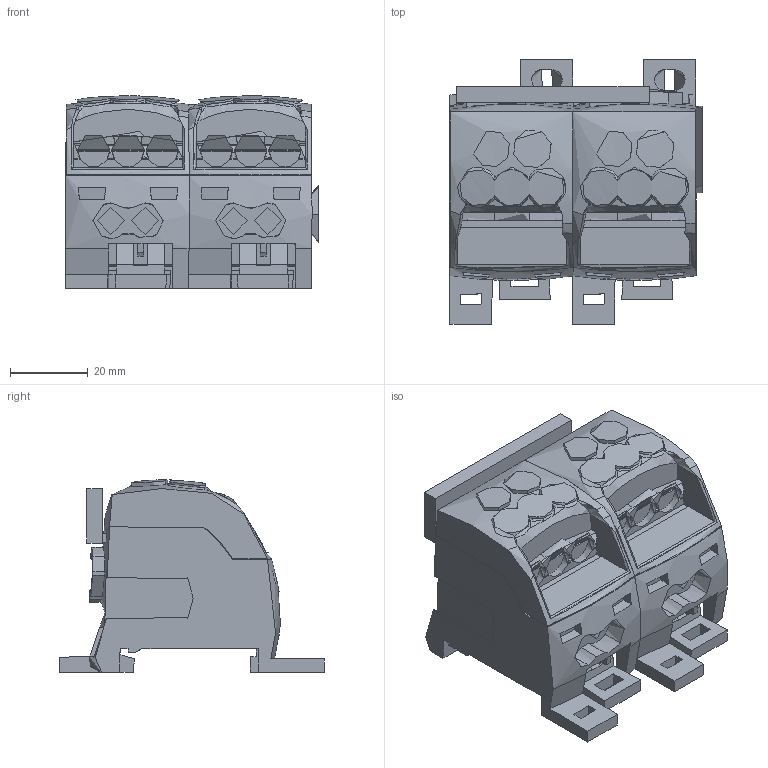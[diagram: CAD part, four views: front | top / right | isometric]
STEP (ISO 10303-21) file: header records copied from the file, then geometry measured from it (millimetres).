
FILE_DESCRIPTION(('CATIA V5 STEP Exchange','CAx-IF Rec.Pracs.--- Model Styling and Organization---1.5--- 2016-08-15','CAx-IF Rec.Pracs.---Supplemental Geometry---1.0---2011-11-01','CAx-IF Rec.Pracs.--- Composite Materials ---1.1---2010-07-15'),'2;1');
FILE_NAME ('D1452815_1', '2025-09-25T07:32:56+00:00', ('none'), ('Weidmueller'), 'CATIA Version 5-6 Release 2024 SP4', 'CATIA V5 STEP AP214 v3', 'none');
FILE_SCHEMA(('AUTOMOTIVE_DESIGN { 1 0 10303 214 1 1 1 1 }'));
Products named in the file (1): 1562150000
Bounding box: 64.71 x 68 x 49.36 mm (x, y, z)
Volume: 93994.2 mm3; surface area: 28925.2 mm2
Topology: 1 solids, 1 shells, 598 faces, 2043 edges, 1460 vertices
Faces by surface type: plane 296, bspline 144, cone 106, cylinder 26, extrusion 18, revolution 8
Entity records: 46545 total; most frequent: CARTESIAN_POINT 31469, ORIENTED_EDGE 4066, EDGE_CURVE 2033, DIRECTION 1698, VERTEX_POINT 1460, B_SPLINE_CURVE_WITH_KNOTS 1181, VECTOR 799, LINE 781
